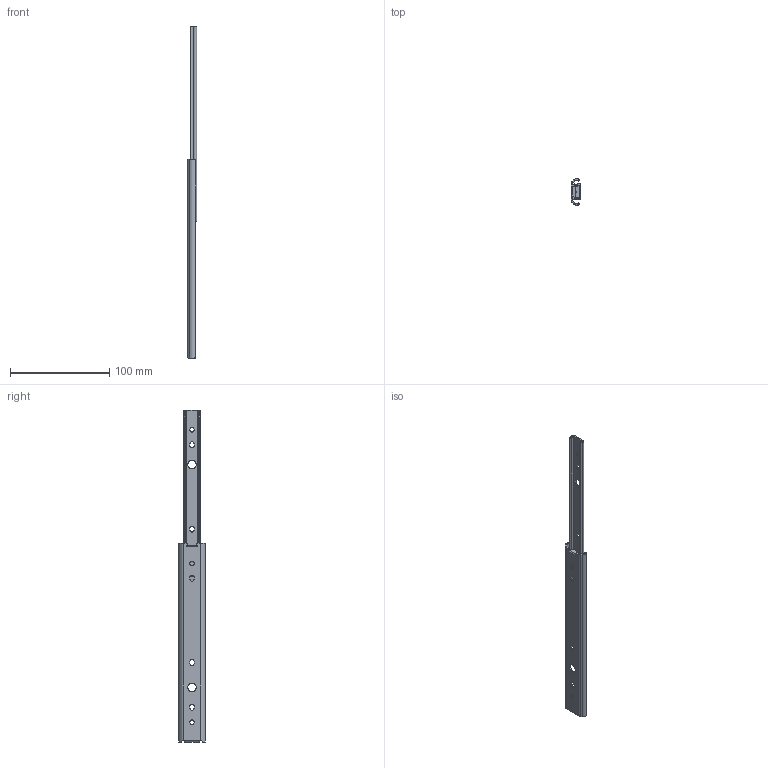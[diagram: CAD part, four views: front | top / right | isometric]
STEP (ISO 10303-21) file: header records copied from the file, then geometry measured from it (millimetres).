
FILE_DESCRIPTION (( 'STEP AP203' ), '1' );
FILE_NAME ('U2721_200.STEP', '2021-08-26T08:19:24', ( '' ), ( '' ), 'SwSTEP 2.0', 'SolidWorks 2019', '' );
FILE_SCHEMA (( 'CONFIG_CONTROL_DESIGN' ));
Length unit declared in the file: millimetre
Products named in the file (3): U2721-200 IM ; U2721-200 OM ; U2721_200
Assembly tree (2 placements, depth 2):
  U2721_200
    U2721-200 OM 
    U2721-200 IM 
Bounding box: 9.5 x 26.8 x 334.4 mm (x, y, z)
Volume: 18220.9 mm3; surface area: 26160.8 mm2
Topology: 2 solids, 2 shells, 124 faces, 358 edges, 238 vertices
Faces by surface type: cylinder 67, plane 57
Entity records: 4595 total; most frequent: CARTESIAN_POINT 943, ORIENTED_EDGE 716, DIRECTION 704, EDGE_CURVE 358, AXIS2_PLACEMENT_3D 253, VERTEX_POINT 238, LINE 198, VECTOR 198
